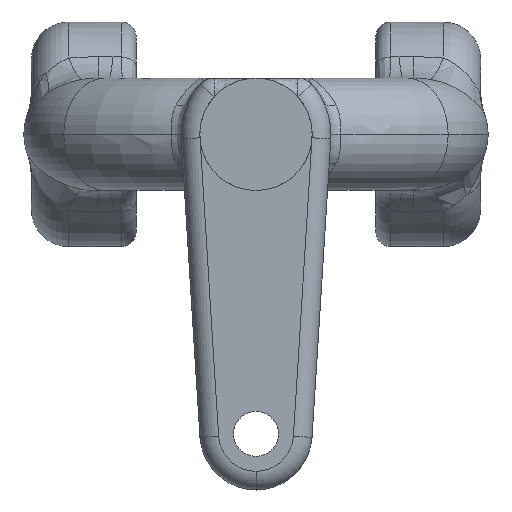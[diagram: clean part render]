
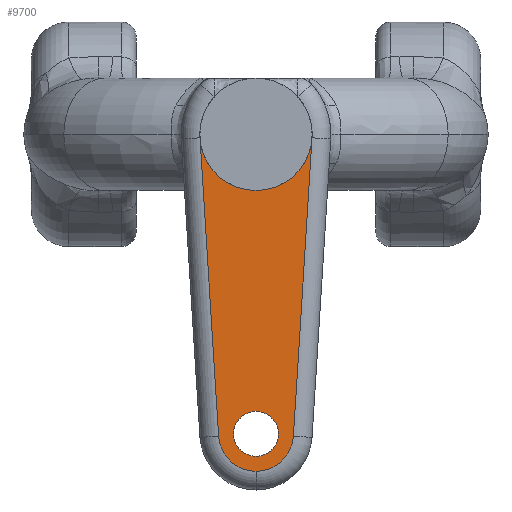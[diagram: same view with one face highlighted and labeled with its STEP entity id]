
A CAD part, front view. The second image highlights one B-rep face of the part: STEP entity #9700.
In plain terms, the highlighted planar face has unit normal (0, -1, 0).
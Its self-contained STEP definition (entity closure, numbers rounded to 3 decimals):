
#171 = EDGE_CURVE ( 'NONE', #2986, #1383, #4481, .T. ) ;
#184 = CARTESIAN_POINT ( 'NONE',  ( 0.998, -10.5, -8.062 ) ) ;
#531 = AXIS2_PLACEMENT_3D ( 'NONE', #5921, #1371, #6690 ) ;
#532 = EDGE_CURVE ( 'NONE', #6674, #4862, #1051, .T. ) ;
#594 = DIRECTION ( 'NONE',  ( 0., 0., 1. ) ) ;
#724 = AXIS2_PLACEMENT_3D ( 'NONE', #1052, #6354, #1816 ) ;
#809 = VECTOR ( 'NONE', #4864, 1000. ) ;
#1051 = LINE ( 'NONE', #4089, #809 ) ;
#1052 = CARTESIAN_POINT ( 'NONE',  ( 0., -10.5, -8. ) ) ;
#1221 = EDGE_LOOP ( 'NONE', ( #1896, #5252, #4151, #4510, #1926, #2764 ) ) ;
#1371 = DIRECTION ( 'NONE',  ( 0., 1., 0. ) ) ;
#1383 = VERTEX_POINT ( 'NONE', #4549 ) ;
#1419 = DIRECTION ( 'NONE',  ( 0., -1., 0. ) ) ;
#1816 = DIRECTION ( 'NONE',  ( 0., 0., -1. ) ) ;
#1896 = ORIENTED_EDGE ( 'NONE', *, *, #171, .T. ) ;
#1926 = ORIENTED_EDGE ( 'NONE', *, *, #4525, .T. ) ;
#2016 = ORIENTED_EDGE ( 'NONE', *, *, #5494, .F. ) ;
#2045 = CARTESIAN_POINT ( 'NONE',  ( 0., -10.5, -8.6 ) ) ;
#2108 = CARTESIAN_POINT ( 'NONE',  ( -1.497, -10.5, -0.094 ) ) ;
#2159 = DIRECTION ( 'NONE',  ( 0., -1., 0. ) ) ;
#2175 = AXIS2_PLACEMENT_3D ( 'NONE', #6713, #2159, #7471 ) ;
#2326 = CARTESIAN_POINT ( 'NONE',  ( 0., -10.5, -1.5 ) ) ;
#2493 = CIRCLE ( 'NONE', #3081, 1.5 ) ;
#2724 = DIRECTION ( 'NONE',  ( 0., -1., 0. ) ) ;
#2764 = ORIENTED_EDGE ( 'NONE', *, *, #5925, .T. ) ;
#2986 = VERTEX_POINT ( 'NONE', #8728 ) ;
#3077 = ORIENTED_EDGE ( 'NONE', *, *, #6252, .F. ) ;
#3081 = AXIS2_PLACEMENT_3D ( 'NONE', #3833, #9160, #4597 ) ;
#3358 = CIRCLE ( 'NONE', #8601, 0.6 ) ;
#3693 = VERTEX_POINT ( 'NONE', #2045 ) ;
#3833 = CARTESIAN_POINT ( 'NONE',  ( 0., -10.5, 0. ) ) ;
#4089 = CARTESIAN_POINT ( 'NONE',  ( 1.497, -10.5, -0.094 ) ) ;
#4151 = ORIENTED_EDGE ( 'NONE', *, *, #532, .T. ) ;
#4481 = CIRCLE ( 'NONE', #4555, 1. ) ;
#4510 = ORIENTED_EDGE ( 'NONE', *, *, #7827, .T. ) ;
#4525 = EDGE_CURVE ( 'NONE', #4648, #9739, #5399, .T. ) ;
#4549 = CARTESIAN_POINT ( 'NONE',  ( 0., -10.5, -9. ) ) ;
#4555 = AXIS2_PLACEMENT_3D ( 'NONE', #7278, #2724, #8027 ) ;
#4597 = DIRECTION ( 'NONE',  ( 0., 0., 1. ) ) ;
#4648 = VERTEX_POINT ( 'NONE', #2326 ) ;
#4785 = VECTOR ( 'NONE', #8314, 1000. ) ;
#4862 = VERTEX_POINT ( 'NONE', #9558 ) ;
#4864 = DIRECTION ( 'NONE',  ( 0.062, 0., 0.998 ) ) ;
#4976 = EDGE_CURVE ( 'NONE', #1383, #6674, #9567, .T. ) ;
#5039 = LINE ( 'NONE', #5299, #4785 ) ;
#5145 = DIRECTION ( 'NONE',  ( 0., -1., 0. ) ) ;
#5252 = ORIENTED_EDGE ( 'NONE', *, *, #4976, .T. ) ;
#5299 = CARTESIAN_POINT ( 'NONE',  ( -1.497, -10.5, -0.094 ) ) ;
#5399 = CIRCLE ( 'NONE', #531, 1.5 ) ;
#5494 = EDGE_CURVE ( 'NONE', #9855, #3693, #3358, .T. ) ;
#5876 = CARTESIAN_POINT ( 'NONE',  ( 0., -10.5, 0. ) ) ;
#5921 = CARTESIAN_POINT ( 'NONE',  ( 0., -10.5, 0. ) ) ;
#5925 = EDGE_CURVE ( 'NONE', #9739, #2986, #5039, .T. ) ;
#5973 = CARTESIAN_POINT ( 'NONE',  ( 0., -10.5, -8. ) ) ;
#6252 = EDGE_CURVE ( 'NONE', #3693, #9855, #9432, .T. ) ;
#6354 = DIRECTION ( 'NONE',  ( 0., -1., 0. ) ) ;
#6674 = VERTEX_POINT ( 'NONE', #184 ) ;
#6690 = DIRECTION ( 'NONE',  ( 0., 0., 1. ) ) ;
#6713 = CARTESIAN_POINT ( 'NONE',  ( 0., -10.5, -8. ) ) ;
#6732 = DIRECTION ( 'NONE',  ( 0., 0., -1. ) ) ;
#7080 = FACE_OUTER_BOUND ( 'NONE', #1221, .T. ) ;
#7278 = CARTESIAN_POINT ( 'NONE',  ( 0., -10.5, -8. ) ) ;
#7322 = FACE_BOUND ( 'NONE', #8195, .T. ) ;
#7362 = PLANE ( 'NONE',  #7369 ) ;
#7369 = AXIS2_PLACEMENT_3D ( 'NONE', #5876, #5145, #594 ) ;
#7471 = DIRECTION ( 'NONE',  ( 0., 0., -1. ) ) ;
#7827 = EDGE_CURVE ( 'NONE', #4862, #4648, #2493, .T. ) ;
#8027 = DIRECTION ( 'NONE',  ( 0., 0., -1. ) ) ;
#8195 = EDGE_LOOP ( 'NONE', ( #3077, #2016 ) ) ;
#8314 = DIRECTION ( 'NONE',  ( 0.062, 0., -0.998 ) ) ;
#8601 = AXIS2_PLACEMENT_3D ( 'NONE', #5973, #1419, #6732 ) ;
#8728 = CARTESIAN_POINT ( 'NONE',  ( -0.998, -10.5, -8.062 ) ) ;
#9120 = CARTESIAN_POINT ( 'NONE',  ( 0., -10.5, -7.4 ) ) ;
#9160 = DIRECTION ( 'NONE',  ( 0., 1., 0. ) ) ;
#9432 = CIRCLE ( 'NONE', #724, 0.6 ) ;
#9558 = CARTESIAN_POINT ( 'NONE',  ( 1.497, -10.5, -0.094 ) ) ;
#9567 = CIRCLE ( 'NONE', #2175, 1. ) ;
#9700 = ADVANCED_FACE ( 'NONE', ( #7322, #7080 ), #7362, .T. ) ;
#9739 = VERTEX_POINT ( 'NONE', #2108 ) ;
#9855 = VERTEX_POINT ( 'NONE', #9120 ) ;
